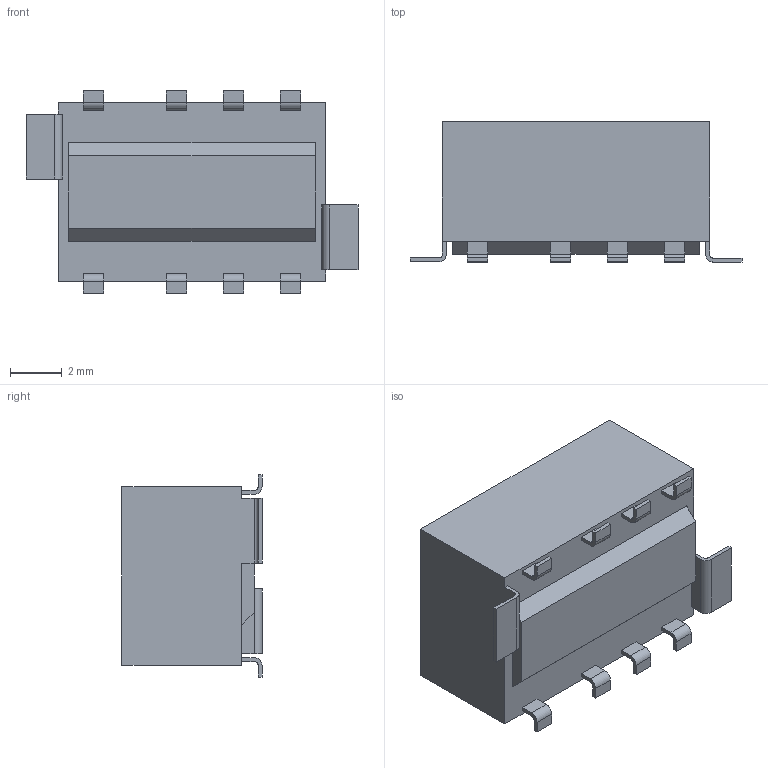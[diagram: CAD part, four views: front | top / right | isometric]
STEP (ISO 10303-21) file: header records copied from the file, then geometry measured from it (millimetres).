
FILE_DESCRIPTION(('STEP AP214'),'1');
FILE_NAME('g6k-2f-rf_3dc.stp','2016-04-25T11:52:11',('TraceParts'),('TraceParts S.A.'),'Spatial InterOp 3D',' ',' ');
FILE_SCHEMA(('automotive_design'));
Length unit declared in the file: millimetre
Products named in the file (1): 1
Bounding box: 12.8 x 5.4 x 7.8 mm (x, y, z)
Volume: 345.3 mm3; surface area: 348.1 mm2
Topology: 1 solids, 1 shells, 99 faces, 264 edges, 176 vertices
Faces by surface type: plane 79, cylinder 20
Entity records: 3866 total; most frequent: CARTESIAN_POINT 540, ORIENTED_EDGE 528, DIRECTION 504, EDGE_CURVE 264, LINE 224, VECTOR 224, VERTEX_POINT 176, AXIS2_PLACEMENT_3D 140
